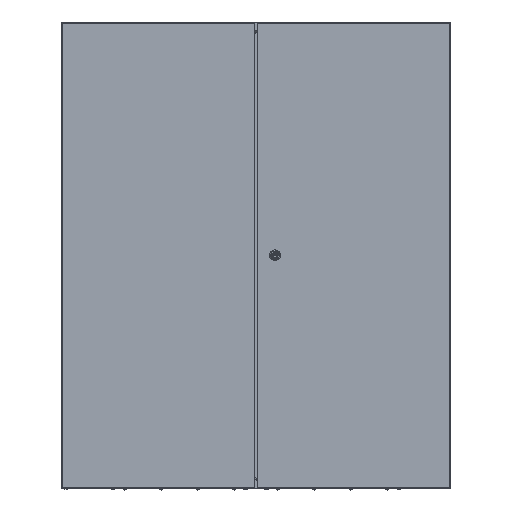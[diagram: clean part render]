
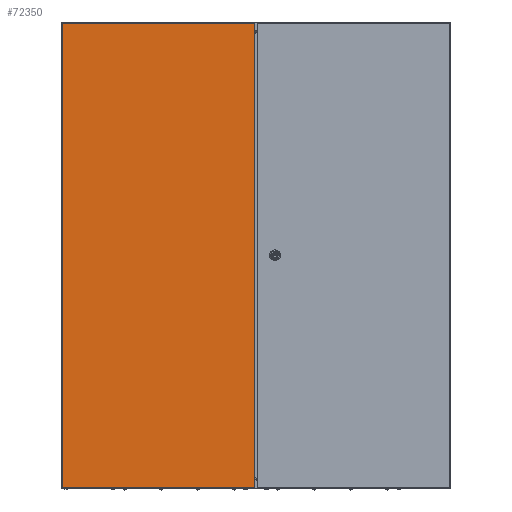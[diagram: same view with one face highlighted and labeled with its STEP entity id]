
A CAD part, top view. The second image highlights one B-rep face of the part: STEP entity #72350.
In plain terms, the highlighted planar face has unit normal (0, 0, 1).
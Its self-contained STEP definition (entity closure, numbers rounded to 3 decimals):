
#426 = DIRECTION ( 'NONE',  ( -1., 0., 0. ) ) ;
#1241 = EDGE_CURVE ( 'NONE', #16419, #43468, #71805, .T. ) ;
#5326 = CARTESIAN_POINT ( 'NONE',  ( 2.63, 1197., 17.5 ) ) ;
#7236 = VECTOR ( 'NONE', #38992, 1000. ) ;
#7775 = FACE_OUTER_BOUND ( 'NONE', #84890, .T. ) ;
#13486 = VECTOR ( 'NONE', #105556, 1000. ) ;
#16419 = VERTEX_POINT ( 'NONE', #38371 ) ;
#18598 = LINE ( 'NONE', #84341, #66833 ) ;
#19025 = EDGE_CURVE ( 'NONE', #57206, #49884, #18598, .T. ) ;
#19245 = CARTESIAN_POINT ( 'NONE',  ( 497.13, 1197., 17.5 ) ) ;
#29544 = CARTESIAN_POINT ( 'NONE',  ( 2.63, 1197., 17.5 ) ) ;
#35090 = VECTOR ( 'NONE', #87798, 1000. ) ;
#38371 = CARTESIAN_POINT ( 'NONE',  ( 2.63, 3., 17.5 ) ) ;
#38992 = DIRECTION ( 'NONE',  ( 0., -1., 0. ) ) ;
#41639 = ORIENTED_EDGE ( 'NONE', *, *, #69988, .T. ) ;
#43468 = VERTEX_POINT ( 'NONE', #66340 ) ;
#46348 = LINE ( 'NONE', #54042, #35090 ) ;
#47264 = LINE ( 'NONE', #5326, #7236 ) ;
#49701 = CARTESIAN_POINT ( 'NONE',  ( 0., 0., 17.5 ) ) ;
#49884 = VERTEX_POINT ( 'NONE', #29544 ) ;
#54042 = CARTESIAN_POINT ( 'NONE',  ( 497.13, 1197., 17.5 ) ) ;
#54824 = ORIENTED_EDGE ( 'NONE', *, *, #19025, .T. ) ;
#57206 = VERTEX_POINT ( 'NONE', #19245 ) ;
#60843 = EDGE_CURVE ( 'NONE', #49884, #16419, #47264, .T. ) ;
#63501 = CARTESIAN_POINT ( 'NONE',  ( 2.63, 3., 17.5 ) ) ;
#64667 = PLANE ( 'NONE',  #67190 ) ;
#66340 = CARTESIAN_POINT ( 'NONE',  ( 497.13, 3., 17.5 ) ) ;
#66833 = VECTOR ( 'NONE', #426, 1000. ) ;
#67190 = AXIS2_PLACEMENT_3D ( 'NONE', #49701, #98937, #75137 ) ;
#69988 = EDGE_CURVE ( 'NONE', #43468, #57206, #46348, .T. ) ;
#71805 = LINE ( 'NONE', #63501, #13486 ) ;
#72350 = ADVANCED_FACE ( 'NONE', ( #7775 ), #64667, .T. ) ;
#75137 = DIRECTION ( 'NONE',  ( 1., 0., 0. ) ) ;
#82053 = ORIENTED_EDGE ( 'NONE', *, *, #60843, .T. ) ;
#84341 = CARTESIAN_POINT ( 'NONE',  ( 2.63, 1197., 17.5 ) ) ;
#84890 = EDGE_LOOP ( 'NONE', ( #82053, #99522, #41639, #54824 ) ) ;
#87798 = DIRECTION ( 'NONE',  ( 0., 1., 0. ) ) ;
#98937 = DIRECTION ( 'NONE',  ( 0., 0., 1. ) ) ;
#99522 = ORIENTED_EDGE ( 'NONE', *, *, #1241, .T. ) ;
#105556 = DIRECTION ( 'NONE',  ( 1., 0., 0. ) ) ;
